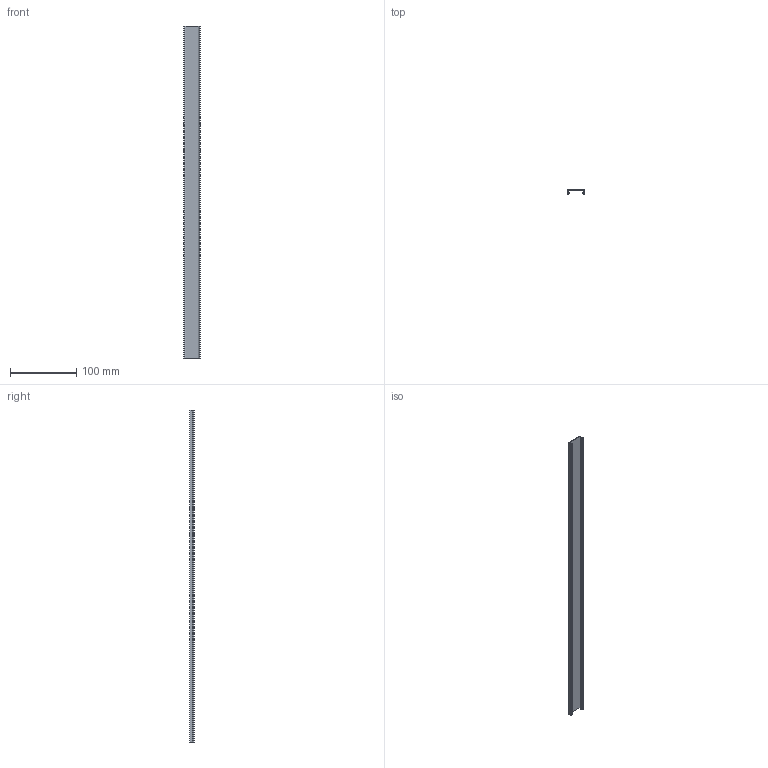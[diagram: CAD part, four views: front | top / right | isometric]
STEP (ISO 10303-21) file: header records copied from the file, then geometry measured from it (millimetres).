
FILE_DESCRIPTION (( 'STEP AP214' ), '1' );
FILE_NAME ('署赅_镥痿铌铕钺郷Cov_025.STEP', '2018-11-14T09:14:00', ( '' ), ( '' ), 'SwSTEP 2.0', 'SolidWorks 2016', '' );
FILE_SCHEMA (( 'AUTOMOTIVE_DESIGN' ));
Length unit declared in the file: millimetre
Products named in the file (1): 署赅_镥痿铌铕钺郷Cov_025
Bounding box: 25.38 x 7.26 x 500 mm (x, y, z)
Volume: 20555.3 mm3; surface area: 57654.5 mm2
Topology: 3 solids, 3 shells, 76 faces, 210 edges, 140 vertices
Faces by surface type: plane 40, cylinder 36
Entity records: 3048 total; most frequent: DIRECTION 436, CARTESIAN_POINT 427, ORIENTED_EDGE 420, EDGE_CURVE 210, AXIS2_PLACEMENT_3D 149, VERTEX_POINT 140, LINE 138, VECTOR 138
